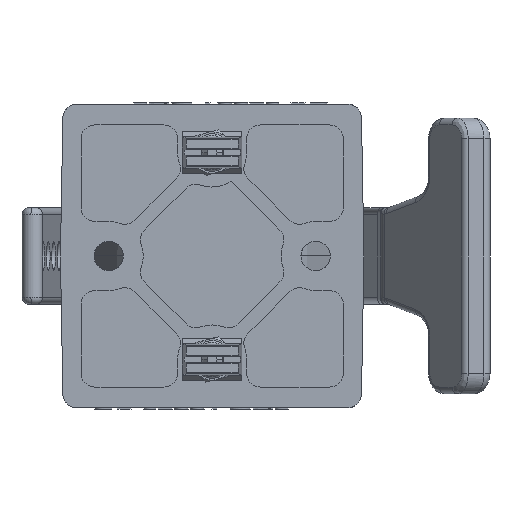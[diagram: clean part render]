
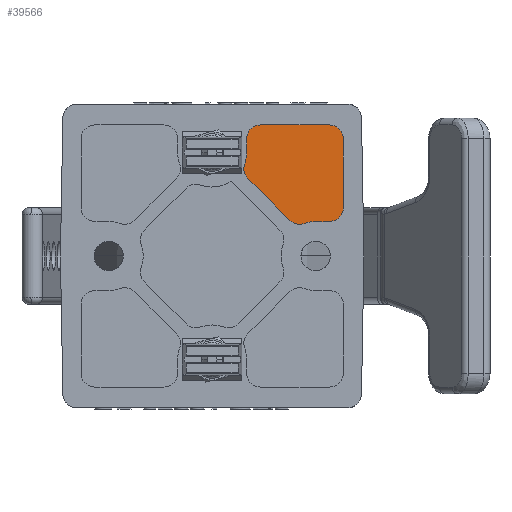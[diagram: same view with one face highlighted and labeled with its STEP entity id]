
A CAD part, front view. The second image highlights one B-rep face of the part: STEP entity #39566.
In plain terms, the highlighted planar face has unit normal (0, -1, 0).
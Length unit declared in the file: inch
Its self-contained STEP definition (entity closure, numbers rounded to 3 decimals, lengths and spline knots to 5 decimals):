
#53 = DIRECTION ( 'NONE',  ( 0., 1., 0. ) ) ;
#1565 = EDGE_CURVE ( 'NONE', #11270, #13686, #3744, .T. ) ;
#1599 = FACE_OUTER_BOUND ( 'NONE', #46268, .T. ) ;
#2235 = DIRECTION ( 'NONE',  ( 1., 0., 0. ) ) ;
#2487 = AXIS2_PLACEMENT_3D ( 'NONE', #41359, #53, #26376 ) ;
#2556 = VECTOR ( 'NONE', #43533, 39.37008 ) ;
#2678 = CARTESIAN_POINT ( 'NONE',  ( 0.79057, 0.1875, 0.41209 ) ) ;
#2984 = VERTEX_POINT ( 'NONE', #15280 ) ;
#3744 = LINE ( 'NONE', #28408, #2556 ) ;
#4354 = ORIENTED_EDGE ( 'NONE', *, *, #46821, .T. ) ;
#4518 = CARTESIAN_POINT ( 'NONE',  ( 0.3125, 0.1875, 0.9375 ) ) ;
#5067 = DIRECTION ( 'NONE',  ( 0., 0., -1. ) ) ;
#6487 = DIRECTION ( 'NONE',  ( 1., 0., 0. ) ) ;
#6545 = VERTEX_POINT ( 'NONE', #39801 ) ;
#7630 = CIRCLE ( 'NONE', #28117, 0.125 ) ;
#8486 = AXIS2_PLACEMENT_3D ( 'NONE', #9947, #36311, #13738 ) ;
#9896 = VECTOR ( 'NONE', #32820, 39.37008 ) ;
#9947 = CARTESIAN_POINT ( 'NONE',  ( 1.0625, 0.1875, 0.4375 ) ) ;
#10133 = AXIS2_PLACEMENT_3D ( 'NONE', #34821, #12245, #38606 ) ;
#10530 = CARTESIAN_POINT ( 'NONE',  ( 0.83255, 0.1875, 0.29435 ) ) ;
#11091 = LINE ( 'NONE', #29017, #9896 ) ;
#11270 = VERTEX_POINT ( 'NONE', #18099 ) ;
#12141 = CARTESIAN_POINT ( 'NONE',  ( 1.0625, 0.1875, 1.0625 ) ) ;
#12245 = DIRECTION ( 'NONE',  ( 0., 1., 0. ) ) ;
#12391 = VERTEX_POINT ( 'NONE', #10530 ) ;
#13076 = CIRCLE ( 'NONE', #17172, 0.125 ) ;
#13686 = VERTEX_POINT ( 'NONE', #44992 ) ;
#13738 = DIRECTION ( 'NONE',  ( -1., 0., 0. ) ) ;
#14080 = VERTEX_POINT ( 'NONE', #30138 ) ;
#14551 = EDGE_CURVE ( 'NONE', #14080, #11270, #13076, .T. ) ;
#14559 = DIRECTION ( 'NONE',  ( 0., 1., 0. ) ) ;
#15198 = VECTOR ( 'NONE', #2235, 39.37008 ) ;
#15214 = CIRCLE ( 'NONE', #16067, 0.3125 ) ;
#15280 = CARTESIAN_POINT ( 'NONE',  ( 0.9375, 0.1875, 0.3125 ) ) ;
#15455 = ORIENTED_EDGE ( 'NONE', *, *, #39401, .T. ) ;
#15932 = DIRECTION ( 'NONE',  ( 1., 0., 0. ) ) ;
#16067 = AXIS2_PLACEMENT_3D ( 'NONE', #37148, #14559, #40883 ) ;
#16104 = DIRECTION ( 'NONE',  ( 0., -1., 0. ) ) ;
#16758 = EDGE_CURVE ( 'NONE', #24881, #6545, #44147, .T. ) ;
#17049 = VECTOR ( 'NONE', #5067, 39.37008 ) ;
#17172 = AXIS2_PLACEMENT_3D ( 'NONE', #12141, #38498, #15932 ) ;
#18099 = CARTESIAN_POINT ( 'NONE',  ( 1.0625, 0.1875, 1.1875 ) ) ;
#18747 = CIRCLE ( 'NONE', #8486, 0.125 ) ;
#18787 = EDGE_CURVE ( 'NONE', #13686, #24713, #7630, .T. ) ;
#19872 = CARTESIAN_POINT ( 'NONE',  ( 1.1875, 0.1875, 0.4375 ) ) ;
#19931 = DIRECTION ( 'NONE',  ( 0.707, 0., -0.707 ) ) ;
#20272 = EDGE_CURVE ( 'NONE', #2984, #23186, #36422, .T. ) ;
#20759 = ORIENTED_EDGE ( 'NONE', *, *, #28563, .T. ) ;
#22256 = CARTESIAN_POINT ( 'NONE',  ( 0.41209, 0.1875, 0.79057 ) ) ;
#23186 = VERTEX_POINT ( 'NONE', #25781 ) ;
#23388 = ORIENTED_EDGE ( 'NONE', *, *, #24584, .T. ) ;
#24584 = EDGE_CURVE ( 'NONE', #24713, #31573, #25899, .T. ) ;
#24713 = VERTEX_POINT ( 'NONE', #32403 ) ;
#24881 = VERTEX_POINT ( 'NONE', #33545 ) ;
#25781 = CARTESIAN_POINT ( 'NONE',  ( 1.0625, 0.1875, 0.3125 ) ) ;
#25899 = LINE ( 'NONE', #31428, #17049 ) ;
#26047 = DIRECTION ( 'NONE',  ( -1., 0., 0. ) ) ;
#26376 = DIRECTION ( 'NONE',  ( -1., 0., 0. ) ) ;
#27465 = VECTOR ( 'NONE', #19931, 39.37008 ) ;
#28117 = AXIS2_PLACEMENT_3D ( 'NONE', #38665, #16104, #42417 ) ;
#28408 = CARTESIAN_POINT ( 'NONE',  ( 1.0625, 0.1875, 1.1875 ) ) ;
#28478 = ORIENTED_EDGE ( 'NONE', *, *, #16758, .T. ) ;
#28563 = EDGE_CURVE ( 'NONE', #31573, #24881, #34013, .T. ) ;
#29017 = CARTESIAN_POINT ( 'NONE',  ( 1.1875, 0.1875, 0.4375 ) ) ;
#29045 = DIRECTION ( 'NONE',  ( 0., -1., 0. ) ) ;
#29854 = VERTEX_POINT ( 'NONE', #48654 ) ;
#30138 = CARTESIAN_POINT ( 'NONE',  ( 1.1875, 0.1875, 1.0625 ) ) ;
#31073 = ORIENTED_EDGE ( 'NONE', *, *, #39462, .T. ) ;
#31428 = CARTESIAN_POINT ( 'NONE',  ( 0.3125, 0.1875, 0.9375 ) ) ;
#31573 = VERTEX_POINT ( 'NONE', #4518 ) ;
#32403 = CARTESIAN_POINT ( 'NONE',  ( 0.3125, 0.1875, 1.0625 ) ) ;
#32820 = DIRECTION ( 'NONE',  ( 0., 0., 1. ) ) ;
#33002 = EDGE_CURVE ( 'NONE', #29854, #12391, #35548, .T. ) ;
#33545 = CARTESIAN_POINT ( 'NONE',  ( 0.29435, 0.1875, 0.83255 ) ) ;
#33987 = ORIENTED_EDGE ( 'NONE', *, *, #1565, .T. ) ;
#34013 = CIRCLE ( 'NONE', #10133, 0.3125 ) ;
#34226 = AXIS2_PLACEMENT_3D ( 'NONE', #2678, #29045, #6487 ) ;
#34821 = CARTESIAN_POINT ( 'NONE',  ( 0., 0.1875, 0.9375 ) ) ;
#35548 = CIRCLE ( 'NONE', #34226, 0.125 ) ;
#36311 = DIRECTION ( 'NONE',  ( 0., -1., 0. ) ) ;
#36422 = LINE ( 'NONE', #47365, #15198 ) ;
#37148 = CARTESIAN_POINT ( 'NONE',  ( 0.9375, 0.1875, 0. ) ) ;
#37621 = PLANE ( 'NONE',  #2487 ) ;
#38498 = DIRECTION ( 'NONE',  ( 0., -1., 0. ) ) ;
#38606 = DIRECTION ( 'NONE',  ( 1., 0., 0. ) ) ;
#38665 = CARTESIAN_POINT ( 'NONE',  ( 0.4375, 0.1875, 1.0625 ) ) ;
#38810 = AXIS2_PLACEMENT_3D ( 'NONE', #22256, #48592, #26047 ) ;
#39401 = EDGE_CURVE ( 'NONE', #23186, #48141, #18747, .T. ) ;
#39462 = EDGE_CURVE ( 'NONE', #12391, #2984, #15214, .T. ) ;
#39566 = ADVANCED_FACE ( 'NONE', ( #1599 ), #37621, .F. ) ;
#39801 = CARTESIAN_POINT ( 'NONE',  ( 0.3237, 0.1875, 0.70219 ) ) ;
#40883 = DIRECTION ( 'NONE',  ( 1., 0., 0. ) ) ;
#40939 = EDGE_CURVE ( 'NONE', #6545, #29854, #46315, .T. ) ;
#41359 = CARTESIAN_POINT ( 'NONE',  ( 1.0625, 0.1875, 0.4375 ) ) ;
#42135 = ORIENTED_EDGE ( 'NONE', *, *, #33002, .T. ) ;
#42417 = DIRECTION ( 'NONE',  ( 1., 0., 0. ) ) ;
#42626 = CARTESIAN_POINT ( 'NONE',  ( 0.3237, 0.1875, 0.70219 ) ) ;
#43533 = DIRECTION ( 'NONE',  ( -1., 0., 0. ) ) ;
#43943 = ORIENTED_EDGE ( 'NONE', *, *, #18787, .T. ) ;
#44147 = CIRCLE ( 'NONE', #38810, 0.125 ) ;
#44992 = CARTESIAN_POINT ( 'NONE',  ( 0.4375, 0.1875, 1.1875 ) ) ;
#46268 = EDGE_LOOP ( 'NONE', ( #15455, #4354, #47776, #33987, #43943, #23388, #20759, #28478, #46696, #42135, #31073, #48814 ) ) ;
#46315 = LINE ( 'NONE', #42626, #27465 ) ;
#46696 = ORIENTED_EDGE ( 'NONE', *, *, #40939, .T. ) ;
#46821 = EDGE_CURVE ( 'NONE', #48141, #14080, #11091, .T. ) ;
#47365 = CARTESIAN_POINT ( 'NONE',  ( 0.9375, 0.1875, 0.3125 ) ) ;
#47776 = ORIENTED_EDGE ( 'NONE', *, *, #14551, .T. ) ;
#48141 = VERTEX_POINT ( 'NONE', #19872 ) ;
#48592 = DIRECTION ( 'NONE',  ( 0., -1., 0. ) ) ;
#48654 = CARTESIAN_POINT ( 'NONE',  ( 0.70219, 0.1875, 0.3237 ) ) ;
#48814 = ORIENTED_EDGE ( 'NONE', *, *, #20272, .T. ) ;
